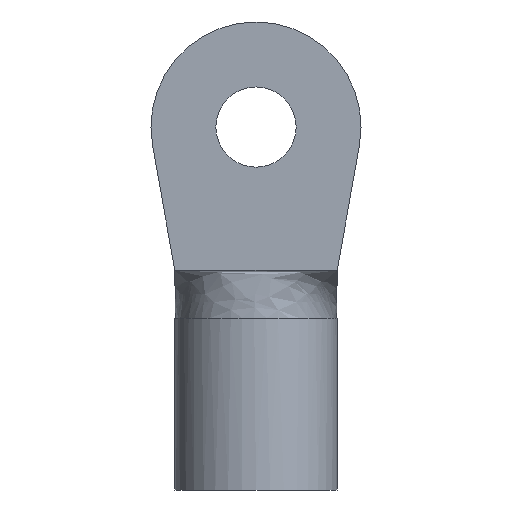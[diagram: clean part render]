
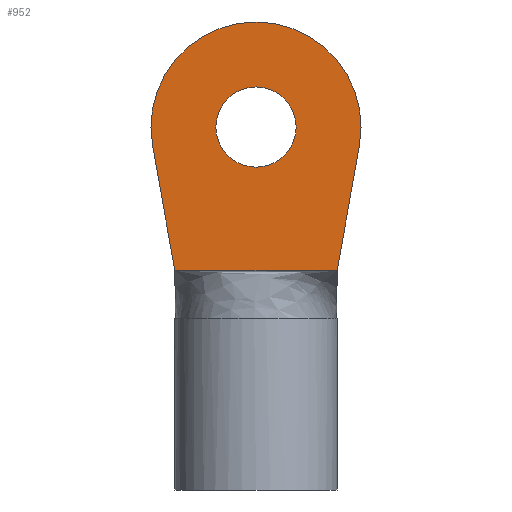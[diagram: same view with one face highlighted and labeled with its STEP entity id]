
A CAD part, front view. The second image highlights one B-rep face of the part: STEP entity #952.
In plain terms, the highlighted planar face has unit normal (0, -1, 0).
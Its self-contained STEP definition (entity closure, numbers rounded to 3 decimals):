
#18 = CARTESIAN_POINT ( 'NONE',  ( 8.5, -8.5, 23. ) ) ;
#34 = PLANE ( 'NONE',  #175 ) ;
#35 = CARTESIAN_POINT ( 'NONE',  ( 0., -8.5, 38. ) ) ;
#51 = VECTOR ( 'NONE', #449, 1000. ) ;
#61 = EDGE_CURVE ( 'NONE', #942, #306, #132, .T. ) ;
#76 = CARTESIAN_POINT ( 'NONE',  ( 10.829, -8.5, 36.07 ) ) ;
#97 = CARTESIAN_POINT ( 'NONE',  ( 0., -8.5, 38. ) ) ;
#113 = VECTOR ( 'NONE', #211, 1000. ) ;
#123 = CARTESIAN_POINT ( 'NONE',  ( 0., -8.5, 33.8 ) ) ;
#125 = EDGE_LOOP ( 'NONE', ( #707, #496, #204, #708 ) ) ;
#130 = EDGE_CURVE ( 'NONE', #746, #723, #923, .T. ) ;
#132 = CIRCLE ( 'NONE', #327, 4.2 ) ;
#147 = DIRECTION ( 'NONE',  ( 0., 1., 0. ) ) ;
#163 = LINE ( 'NONE', #18, #311 ) ;
#175 = AXIS2_PLACEMENT_3D ( 'NONE', #254, #552, #799 ) ;
#198 = EDGE_CURVE ( 'NONE', #306, #942, #738, .T. ) ;
#204 = ORIENTED_EDGE ( 'NONE', *, *, #439, .F. ) ;
#211 = DIRECTION ( 'NONE',  ( -0.175, 0., 0.984 ) ) ;
#254 = CARTESIAN_POINT ( 'NONE',  ( 0., -8.5, 38. ) ) ;
#276 = CARTESIAN_POINT ( 'NONE',  ( -8.5, -8.5, 23. ) ) ;
#306 = VERTEX_POINT ( 'NONE', #123 ) ;
#311 = VECTOR ( 'NONE', #377, 1000. ) ;
#327 = AXIS2_PLACEMENT_3D ( 'NONE', #505, #147, #433 ) ;
#336 = VERTEX_POINT ( 'NONE', #777 ) ;
#374 = CARTESIAN_POINT ( 'NONE',  ( 8.5, -8.5, 23. ) ) ;
#377 = DIRECTION ( 'NONE',  ( -0.175, 0., -0.984 ) ) ;
#393 = FACE_OUTER_BOUND ( 'NONE', #125, .T. ) ;
#433 = DIRECTION ( 'NONE',  ( 0., 0., 1. ) ) ;
#439 = EDGE_CURVE ( 'NONE', #723, #948, #163, .T. ) ;
#449 = DIRECTION ( 'NONE',  ( -1., 0., 0. ) ) ;
#467 = AXIS2_PLACEMENT_3D ( 'NONE', #35, #782, #494 ) ;
#473 = CARTESIAN_POINT ( 'NONE',  ( 8.5, -8.5, 23. ) ) ;
#481 = EDGE_LOOP ( 'NONE', ( #555, #926 ) ) ;
#494 = DIRECTION ( 'NONE',  ( 0., 0., 1. ) ) ;
#496 = ORIENTED_EDGE ( 'NONE', *, *, #750, .F. ) ;
#505 = CARTESIAN_POINT ( 'NONE',  ( 0., -8.5, 38. ) ) ;
#552 = DIRECTION ( 'NONE',  ( 0., 1., 0. ) ) ;
#555 = ORIENTED_EDGE ( 'NONE', *, *, #198, .T. ) ;
#692 = DIRECTION ( 'NONE',  ( 0., 1., 0. ) ) ;
#699 = FACE_BOUND ( 'NONE', #481, .T. ) ;
#707 = ORIENTED_EDGE ( 'NONE', *, *, #965, .F. ) ;
#708 = ORIENTED_EDGE ( 'NONE', *, *, #130, .F. ) ;
#709 = LINE ( 'NONE', #276, #113 ) ;
#723 = VERTEX_POINT ( 'NONE', #76 ) ;
#738 = CIRCLE ( 'NONE', #467, 4.2 ) ;
#746 = VERTEX_POINT ( 'NONE', #820 ) ;
#750 = EDGE_CURVE ( 'NONE', #948, #336, #759, .T. ) ;
#759 = LINE ( 'NONE', #374, #51 ) ;
#777 = CARTESIAN_POINT ( 'NONE',  ( -8.5, -8.5, 23. ) ) ;
#782 = DIRECTION ( 'NONE',  ( 0., 1., 0. ) ) ;
#799 = DIRECTION ( 'NONE',  ( 0., 0., 1. ) ) ;
#803 = AXIS2_PLACEMENT_3D ( 'NONE', #97, #692, #925 ) ;
#820 = CARTESIAN_POINT ( 'NONE',  ( -10.829, -8.5, 36.07 ) ) ;
#923 = CIRCLE ( 'NONE', #803, 11. ) ;
#924 = CARTESIAN_POINT ( 'NONE',  ( 0., -8.5, 42.2 ) ) ;
#925 = DIRECTION ( 'NONE',  ( 0., 0., 1. ) ) ;
#926 = ORIENTED_EDGE ( 'NONE', *, *, #61, .T. ) ;
#942 = VERTEX_POINT ( 'NONE', #924 ) ;
#948 = VERTEX_POINT ( 'NONE', #473 ) ;
#952 = ADVANCED_FACE ( 'NONE', ( #393, #699 ), #34, .F. ) ;
#965 = EDGE_CURVE ( 'NONE', #336, #746, #709, .T. ) ;
